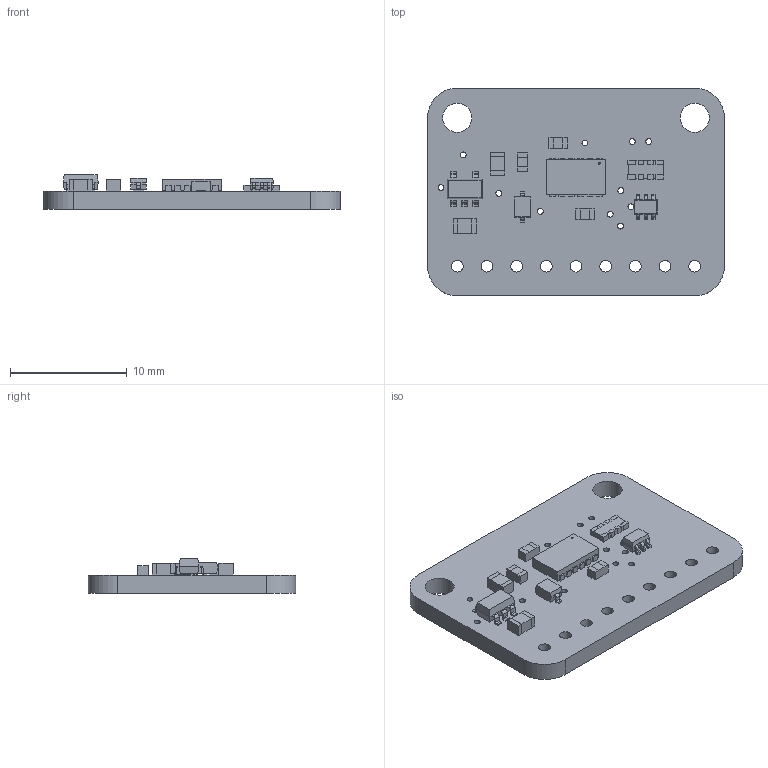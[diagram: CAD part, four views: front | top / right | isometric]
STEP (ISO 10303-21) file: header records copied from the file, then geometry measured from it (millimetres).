
FILE_DESCRIPTION(/* description */ (''),/* implementation_level */ '2;1');
FILE_NAME(/* name */ 'ADXL343.step',/* time_stamp */ '2022-10-25T11:49:30-04:00',/* author */ (''),/* organization */ (''),/* preprocessor_version */ 'ST-DEVELOPER v19.2',/* originating_system */ 'Autodesk Translation Framework v11.17.0.187',/* authorisation */ '');
FILE_SCHEMA (('AUTOMOTIVE_DESIGN { 1 0 10303 214 3 1 1 }'));
Length unit declared in the file: millimetre
Products named in the file (9): PCB Component; Board; AP2112K-3.3; 1N4148; ADXL343; 0.1uF; 10UF; 10K; 2N7002D
Assembly tree (11 placements, depth 2):
  PCB Component
    Board
    AP2112K-3.3
    1N4148
    ADXL343
    0.1uF  x3
    10UF  x2
    10K
    2N7002D
Bounding box: 25.4 x 17.78 x 2.97 mm (x, y, z)
Volume: 707.7 mm3; surface area: 1257.9 mm2
Topology: 26 solids, 26 shells, 492 faces, 1266 edges, 826 vertices
Faces by surface type: plane 413, cylinder 79
Full cylindrical faces by diameter (mm): 0.15 x1, 0.5 x11, 1 x9, 2.5 x2
Entity records: 14387 total; most frequent: CARTESIAN_POINT 2382, ORIENTED_EDGE 2316, DIRECTION 2256, EDGE_CURVE 1158, LINE 1000, VECTOR 1000, VERTEX_POINT 754, AXIS2_PLACEMENT_3D 628
